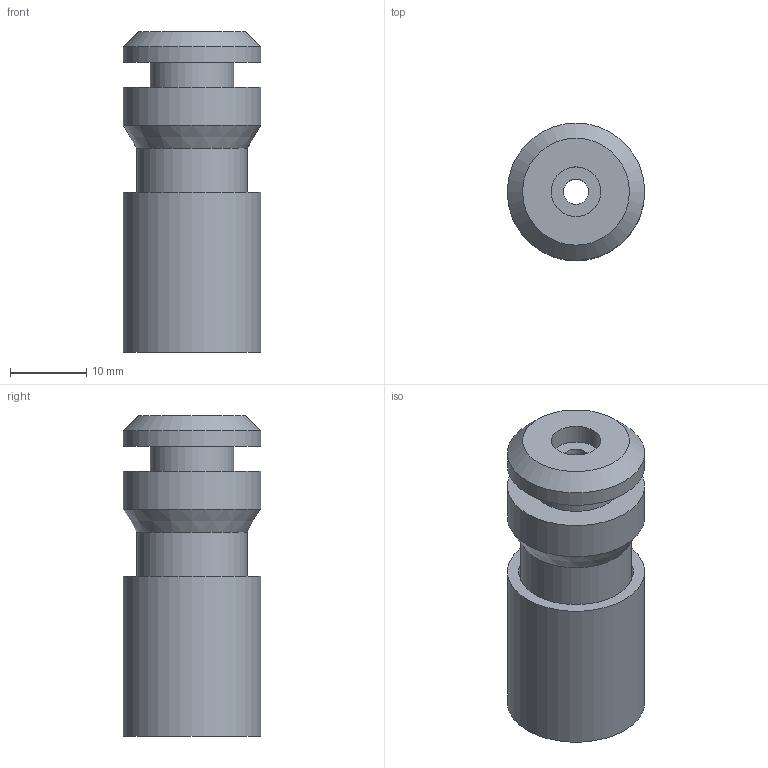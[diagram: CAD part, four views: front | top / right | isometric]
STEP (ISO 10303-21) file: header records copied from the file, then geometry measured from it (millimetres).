
FILE_DESCRIPTION(/* description */ (''),/* implementation_level */ '2;1');
FILE_NAME(/* name */ 'PCBite fake.stp',/* time_stamp */ '2025-01-10T23:35:56+01:00',/* author */ ('Lukas'),/* organization */ (''),/* preprocessor_version */ 'ST-DEVELOPER v18.1',/* originating_system */ 'Autodesk Inventor 2021',/* authorisation */ '');
FILE_SCHEMA (('AUTOMOTIVE_DESIGN { 1 0 10303 214 3 1 1 }'));
Length unit declared in the file: millimetre
Products named in the file (4): PCBite fake; PCB-Halter-Basis; PCB-Halter-Deckel; PCB-Halter-Hülse
Assembly tree (3 placements, depth 2):
  PCBite fake
    PCB-Halter-Basis
    PCB-Halter-Deckel
    PCB-Halter-Hülse
Bounding box: 18 x 18 x 42 mm (x, y, z)
Volume: 7247.3 mm3; surface area: 6581.4 mm2
Topology: 3 solids, 3 shells, 47 faces, 103 edges, 65 vertices
Faces by surface type: plane 33, cylinder 12, cone 2
Full cylindrical faces by diameter (mm): 3.3 x2, 6.5 x2, 11 x1, 11.5 x1, 13 x1, 14.5 x1, 15 x1, 18 x3
Entity records: 1445 total; most frequent: DIRECTION 252, CARTESIAN_POINT 222, ORIENTED_EDGE 206, EDGE_CURVE 103, AXIS2_PLACEMENT_3D 95, VERTEX_POINT 65, LINE 62, VECTOR 62
